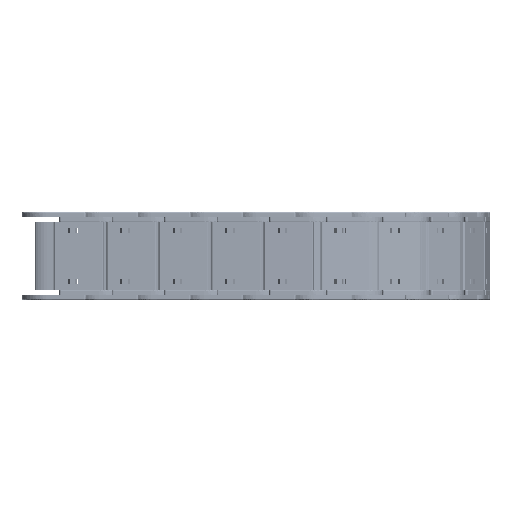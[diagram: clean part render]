
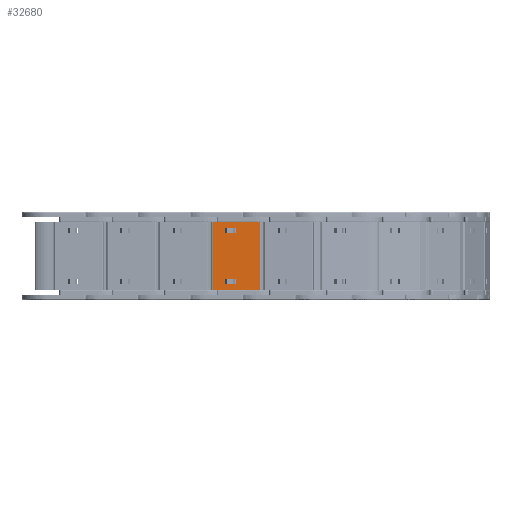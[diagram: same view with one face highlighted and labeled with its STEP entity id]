
A CAD part, front view. The second image highlights one B-rep face of the part: STEP entity #32680.
In plain terms, the highlighted face is planar.
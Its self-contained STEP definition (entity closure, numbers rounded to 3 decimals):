
#321 = EDGE_CURVE ( 'NONE', #28482, #33822, #32268, .T. ) ;
#343 = ORIENTED_EDGE ( 'NONE', *, *, #32766, .F. ) ;
#407 = DIRECTION ( 'NONE',  ( 1., 0., 0. ) ) ;
#580 = VERTEX_POINT ( 'NONE', #7414 ) ;
#699 = VERTEX_POINT ( 'NONE', #34873 ) ;
#845 = EDGE_CURVE ( 'NONE', #13364, #19961, #28015, .T. ) ;
#852 = EDGE_LOOP ( 'NONE', ( #2226, #29353, #10661, #343 ) ) ;
#1451 = VECTOR ( 'NONE', #33722, 1000. ) ;
#2226 = ORIENTED_EDGE ( 'NONE', *, *, #27357, .F. ) ;
#2444 = LINE ( 'NONE', #6548, #4964 ) ;
#2567 = CARTESIAN_POINT ( 'NONE',  ( -61.76, 195.602, 1.843 ) ) ;
#3058 = CARTESIAN_POINT ( 'NONE',  ( -75.76, 203.525, 62.023 ) ) ;
#3472 = VECTOR ( 'NONE', #17202, 1000. ) ;
#3869 = VECTOR ( 'NONE', #407, 1000. ) ;
#4964 = VECTOR ( 'NONE', #30936, 1000. ) ;
#5000 = DIRECTION ( 'NONE',  ( 0., -0.991, 0.131 ) ) ;
#5043 = CARTESIAN_POINT ( 'NONE',  ( -75.76, 196.424, 8.089 ) ) ;
#5071 = DIRECTION ( 'NONE',  ( 1., 0., 0. ) ) ;
#5630 = DIRECTION ( 'NONE',  ( 0., 0.131, 0.991 ) ) ;
#6548 = CARTESIAN_POINT ( 'NONE',  ( -58.76, 194.721, -4.85 ) ) ;
#6772 = LINE ( 'NONE', #3058, #21995 ) ;
#7223 = CARTESIAN_POINT ( 'NONE',  ( -61.76, 195.602, 1.843 ) ) ;
#7414 = CARTESIAN_POINT ( 'NONE',  ( -75.76, 195.602, 1.843 ) ) ;
#7980 = FACE_OUTER_BOUND ( 'NONE', #15009, .T. ) ;
#8140 = VERTEX_POINT ( 'NONE', #12899 ) ;
#8281 = EDGE_CURVE ( 'NONE', #33822, #10559, #8663, .T. ) ;
#8300 = PLANE ( 'NONE',  #30470 ) ;
#8663 = LINE ( 'NONE', #29495, #29848 ) ;
#9731 = LINE ( 'NONE', #2567, #16104 ) ;
#9828 = EDGE_CURVE ( 'NONE', #13364, #8140, #20474, .T. ) ;
#10519 = FACE_BOUND ( 'NONE', #27518, .T. ) ;
#10550 = DIRECTION ( 'NONE',  ( 1., 0., 0. ) ) ;
#10559 = VERTEX_POINT ( 'NONE', #26762 ) ;
#10637 = VECTOR ( 'NONE', #10550, 1000. ) ;
#10661 = ORIENTED_EDGE ( 'NONE', *, *, #21959, .F. ) ;
#10745 = DIRECTION ( 'NONE',  ( 0., 0.131, 0.991 ) ) ;
#10777 = CARTESIAN_POINT ( 'NONE',  ( -75.76, 204.347, 68.269 ) ) ;
#11020 = ORIENTED_EDGE ( 'NONE', *, *, #845, .T. ) ;
#11082 = CARTESIAN_POINT ( 'NONE',  ( -33.78, 205.228, 74.962 ) ) ;
#11318 = DIRECTION ( 'NONE',  ( 0., -0.131, -0.991 ) ) ;
#11364 = LINE ( 'NONE', #24460, #25795 ) ;
#12199 = VECTOR ( 'NONE', #29492, 1000. ) ;
#12763 = ORIENTED_EDGE ( 'NONE', *, *, #9828, .F. ) ;
#12899 = CARTESIAN_POINT ( 'NONE',  ( -89.98, 194.721, -4.85 ) ) ;
#13364 = VERTEX_POINT ( 'NONE', #28426 ) ;
#13735 = CARTESIAN_POINT ( 'NONE',  ( -58.76, 205.228, 74.962 ) ) ;
#14773 = CARTESIAN_POINT ( 'NONE',  ( -89.98, 215.882, 155.883 ) ) ;
#15009 = EDGE_LOOP ( 'NONE', ( #23594, #18099, #12763, #11020 ) ) ;
#15546 = ORIENTED_EDGE ( 'NONE', *, *, #321, .T. ) ;
#15928 = DIRECTION ( 'NONE',  ( -1., 0., 0. ) ) ;
#16104 = VECTOR ( 'NONE', #15928, 1000. ) ;
#16175 = LINE ( 'NONE', #25342, #3472 ) ;
#16879 = LINE ( 'NONE', #34798, #12199 ) ;
#17202 = DIRECTION ( 'NONE',  ( 0., -0.131, -0.991 ) ) ;
#18099 = ORIENTED_EDGE ( 'NONE', *, *, #34397, .F. ) ;
#19961 = VERTEX_POINT ( 'NONE', #11082 ) ;
#20474 = LINE ( 'NONE', #14773, #1451 ) ;
#21907 = DIRECTION ( 'NONE',  ( 0., -0.131, -0.991 ) ) ;
#21927 = CARTESIAN_POINT ( 'NONE',  ( -61.76, 204.347, 68.269 ) ) ;
#21959 = EDGE_CURVE ( 'NONE', #33401, #580, #9731, .T. ) ;
#21995 = VECTOR ( 'NONE', #11318, 1000. ) ;
#23221 = CARTESIAN_POINT ( 'NONE',  ( -61.76, 203.525, 62.023 ) ) ;
#23594 = ORIENTED_EDGE ( 'NONE', *, *, #28948, .T. ) ;
#24460 = CARTESIAN_POINT ( 'NONE',  ( -75.76, 196.424, 8.089 ) ) ;
#24638 = EDGE_CURVE ( 'NONE', #580, #31431, #11364, .T. ) ;
#25342 = CARTESIAN_POINT ( 'NONE',  ( -33.78, 215.882, 155.883 ) ) ;
#25795 = VECTOR ( 'NONE', #5630, 1000. ) ;
#26000 = VECTOR ( 'NONE', #34852, 1000. ) ;
#26504 = EDGE_CURVE ( 'NONE', #10559, #34676, #33195, .T. ) ;
#26762 = CARTESIAN_POINT ( 'NONE',  ( -61.76, 204.347, 68.269 ) ) ;
#26813 = LINE ( 'NONE', #34905, #29378 ) ;
#27021 = FACE_BOUND ( 'NONE', #852, .T. ) ;
#27355 = VERTEX_POINT ( 'NONE', #29359 ) ;
#27357 = EDGE_CURVE ( 'NONE', #31431, #27355, #26813, .T. ) ;
#27518 = EDGE_LOOP ( 'NONE', ( #15546, #27886, #28810, #33138 ) ) ;
#27886 = ORIENTED_EDGE ( 'NONE', *, *, #8281, .T. ) ;
#28015 = LINE ( 'NONE', #29896, #3869 ) ;
#28426 = CARTESIAN_POINT ( 'NONE',  ( -89.98, 205.228, 74.962 ) ) ;
#28482 = VERTEX_POINT ( 'NONE', #31662 ) ;
#28810 = ORIENTED_EDGE ( 'NONE', *, *, #26504, .T. ) ;
#28948 = EDGE_CURVE ( 'NONE', #19961, #699, #16175, .T. ) ;
#29353 = ORIENTED_EDGE ( 'NONE', *, *, #24638, .F. ) ;
#29359 = CARTESIAN_POINT ( 'NONE',  ( -61.76, 196.424, 8.089 ) ) ;
#29378 = VECTOR ( 'NONE', #5071, 1000. ) ;
#29492 = DIRECTION ( 'NONE',  ( 0., -0.131, -0.991 ) ) ;
#29495 = CARTESIAN_POINT ( 'NONE',  ( -61.76, 203.525, 62.023 ) ) ;
#29848 = VECTOR ( 'NONE', #10745, 1000. ) ;
#29896 = CARTESIAN_POINT ( 'NONE',  ( -58.76, 205.228, 74.962 ) ) ;
#30470 = AXIS2_PLACEMENT_3D ( 'NONE', #13735, #5000, #21907 ) ;
#30754 = CARTESIAN_POINT ( 'NONE',  ( -61.76, 203.525, 62.023 ) ) ;
#30807 = EDGE_CURVE ( 'NONE', #34676, #28482, #6772, .T. ) ;
#30936 = DIRECTION ( 'NONE',  ( 1., 0., 0. ) ) ;
#31431 = VERTEX_POINT ( 'NONE', #5043 ) ;
#31662 = CARTESIAN_POINT ( 'NONE',  ( -75.76, 203.525, 62.023 ) ) ;
#32268 = LINE ( 'NONE', #23221, #10637 ) ;
#32680 = ADVANCED_FACE ( 'NONE', ( #10519, #7980, #27021 ), #8300, .F. ) ;
#32766 = EDGE_CURVE ( 'NONE', #27355, #33401, #16879, .T. ) ;
#33138 = ORIENTED_EDGE ( 'NONE', *, *, #30807, .T. ) ;
#33195 = LINE ( 'NONE', #21927, #26000 ) ;
#33401 = VERTEX_POINT ( 'NONE', #7223 ) ;
#33722 = DIRECTION ( 'NONE',  ( 0., -0.131, -0.991 ) ) ;
#33822 = VERTEX_POINT ( 'NONE', #30754 ) ;
#34397 = EDGE_CURVE ( 'NONE', #8140, #699, #2444, .T. ) ;
#34676 = VERTEX_POINT ( 'NONE', #10777 ) ;
#34798 = CARTESIAN_POINT ( 'NONE',  ( -61.76, 196.424, 8.089 ) ) ;
#34852 = DIRECTION ( 'NONE',  ( -1., 0., 0. ) ) ;
#34873 = CARTESIAN_POINT ( 'NONE',  ( -33.78, 194.721, -4.85 ) ) ;
#34905 = CARTESIAN_POINT ( 'NONE',  ( -61.76, 196.424, 8.089 ) ) ;
